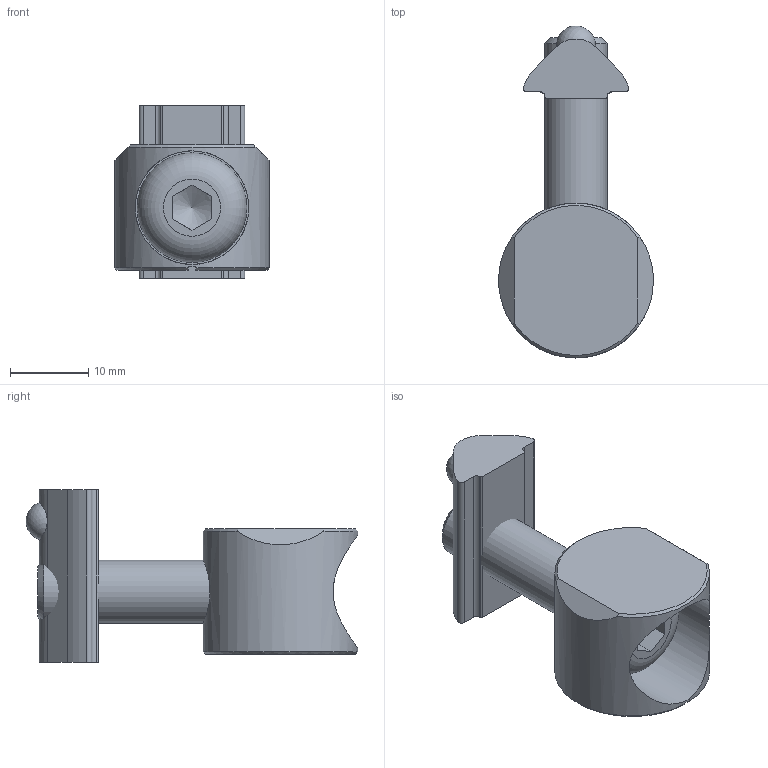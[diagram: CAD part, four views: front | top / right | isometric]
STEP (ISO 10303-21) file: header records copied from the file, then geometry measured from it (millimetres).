
FILE_DESCRIPTION(/* description */ ('Universalspanner 40'),/* implementation_level */ '2;1');
FILE_NAME(/* name */ 'SV1801V_A.stp',/* time_stamp */ '2015-11-30T12:04:59+01:00',/* author */ ('Marina Kaa'),/* organization */ (''),/* preprocessor_version */ 'ST-DEVELOPER v15.6',/* originating_system */ 'Autodesk Inventor 2015',/* authorisation */ '');
FILE_SCHEMA (('AUTOMOTIVE_DESIGN { 1 0 10303 214 3 1 1 }'));
Length unit declared in the file: millimetre
Products named in the file (7): SV1800V_A; SS0630V; ME1631105_A; MK5100000_A; MK2402100_A; SV2102V_A; SV1801V_A
Bounding box: 19.75 x 42.35 x 22 mm (x, y, z)
Volume: 5955.6 mm3; surface area: 4549.9 mm2
Topology: 5 solids, 5 shells, 58 faces, 142 edges, 94 vertices
Faces by surface type: plane 30, cylinder 18, cone 7, torus 1, bspline 1, sphere 1
Full cylindrical faces by diameter (mm): 4.5 x1, 5.1 x1, 6.647 x1, 8 x1, 8.1 x1, 14 x1, 14.5 x1, 19.75 x1
Entity records: 2452 total; most frequent: CARTESIAN_POINT 995, DIRECTION 294, ORIENTED_EDGE 246, EDGE_CURVE 123, AXIS2_PLACEMENT_3D 118, VERTEX_POINT 89, EDGE_LOOP 76, FACE_OUTER_BOUND 58
